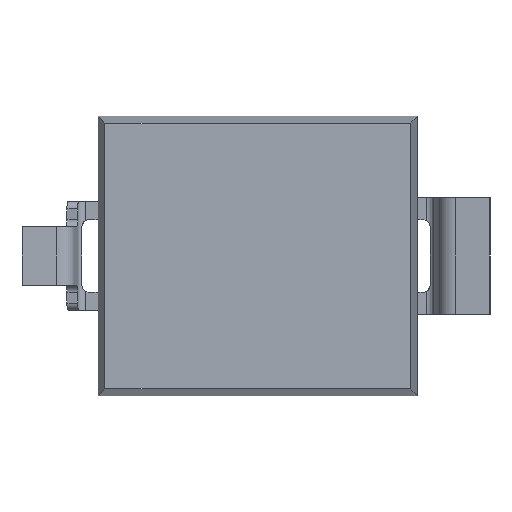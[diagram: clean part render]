
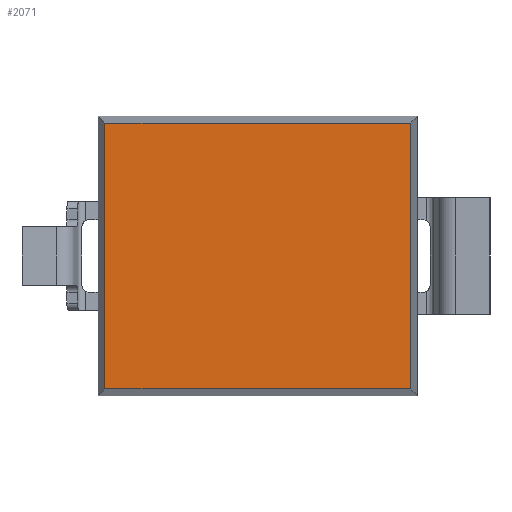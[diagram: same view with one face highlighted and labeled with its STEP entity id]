
A CAD part, front view. The second image highlights one B-rep face of the part: STEP entity #2071.
In plain terms, the highlighted planar face has unit normal (0, -1, 0).
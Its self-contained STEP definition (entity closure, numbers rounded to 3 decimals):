
#104 = EDGE_CURVE ( 'NONE', #1533, #1572, #650, .T. ) ;
#167 = AXIS2_PLACEMENT_3D ( 'NONE', #184, #689, #2157 ) ;
#184 = CARTESIAN_POINT ( 'NONE',  ( 0., 0.1, 0. ) ) ;
#211 = PLANE ( 'NONE',  #167 ) ;
#232 = FACE_OUTER_BOUND ( 'NONE', #1657, .T. ) ;
#305 = CARTESIAN_POINT ( 'NONE',  ( -2.082, 0.1, 1.925 ) ) ;
#311 = DIRECTION ( 'NONE',  ( -1., 0., 0. ) ) ;
#373 = CARTESIAN_POINT ( 'NONE',  ( 2.132, 0.1, -1.832 ) ) ;
#455 = DIRECTION ( 'NONE',  ( 1., 0., 0. ) ) ;
#476 = EDGE_CURVE ( 'NONE', #1572, #1095, #971, .T. ) ;
#620 = EDGE_CURVE ( 'NONE', #1095, #2130, #1814, .T. ) ;
#630 = CARTESIAN_POINT ( 'NONE',  ( 2.132, 0.1, 1.832 ) ) ;
#650 = LINE ( 'NONE', #976, #1576 ) ;
#652 = ORIENTED_EDGE ( 'NONE', *, *, #620, .F. ) ;
#689 = DIRECTION ( 'NONE',  ( 0., 1., 0. ) ) ;
#863 = ORIENTED_EDGE ( 'NONE', *, *, #104, .F. ) ;
#898 = VECTOR ( 'NONE', #1996, 1000. ) ;
#971 = LINE ( 'NONE', #305, #898 ) ;
#976 = CARTESIAN_POINT ( 'NONE',  ( -2.175, 0.1, -1.832 ) ) ;
#1095 = VERTEX_POINT ( 'NONE', #1587 ) ;
#1206 = DIRECTION ( 'NONE',  ( 0., 0., -1. ) ) ;
#1266 = CARTESIAN_POINT ( 'NONE',  ( -2.082, 0.1, -1.832 ) ) ;
#1350 = VECTOR ( 'NONE', #1206, 1000. ) ;
#1380 = EDGE_CURVE ( 'NONE', #2130, #1533, #1811, .T. ) ;
#1471 = ORIENTED_EDGE ( 'NONE', *, *, #476, .F. ) ;
#1531 = CARTESIAN_POINT ( 'NONE',  ( 2.132, 0.1, -1.925 ) ) ;
#1533 = VERTEX_POINT ( 'NONE', #373 ) ;
#1572 = VERTEX_POINT ( 'NONE', #1266 ) ;
#1576 = VECTOR ( 'NONE', #311, 1000. ) ;
#1587 = CARTESIAN_POINT ( 'NONE',  ( -2.082, 0.1, 1.832 ) ) ;
#1657 = EDGE_LOOP ( 'NONE', ( #1855, #652, #1471, #863 ) ) ;
#1811 = LINE ( 'NONE', #1531, #1350 ) ;
#1814 = LINE ( 'NONE', #1976, #1932 ) ;
#1855 = ORIENTED_EDGE ( 'NONE', *, *, #1380, .F. ) ;
#1932 = VECTOR ( 'NONE', #455, 1000. ) ;
#1976 = CARTESIAN_POINT ( 'NONE',  ( 2.225, 0.1, 1.832 ) ) ;
#1996 = DIRECTION ( 'NONE',  ( 0., 0., 1. ) ) ;
#2071 = ADVANCED_FACE ( 'NONE', ( #232 ), #211, .F. ) ;
#2130 = VERTEX_POINT ( 'NONE', #630 ) ;
#2157 = DIRECTION ( 'NONE',  ( 0., 0., 1. ) ) ;
